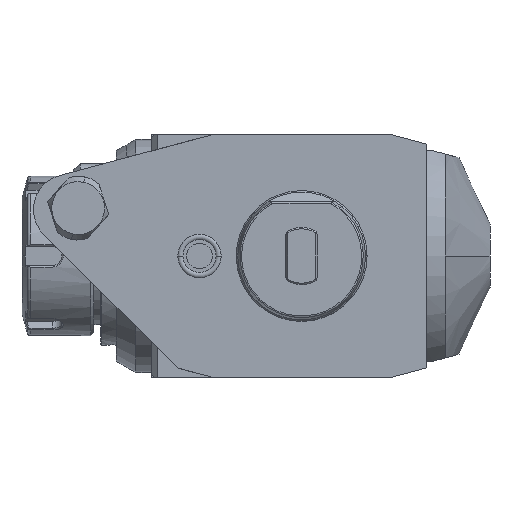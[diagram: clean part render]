
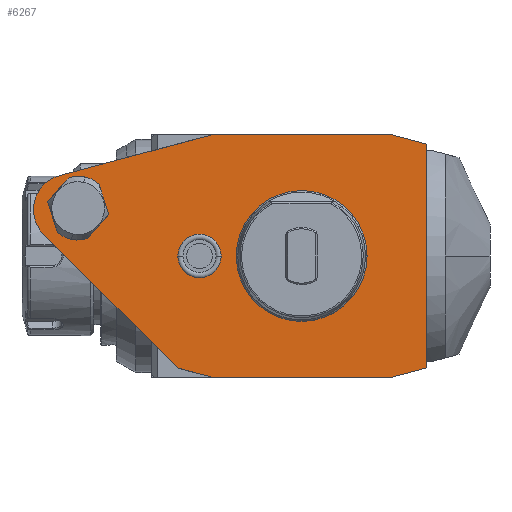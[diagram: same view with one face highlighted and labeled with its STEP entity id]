
A CAD part, front view. The second image highlights one B-rep face of the part: STEP entity #6267.
In plain terms, the highlighted planar face has unit normal (0, -1, 0).
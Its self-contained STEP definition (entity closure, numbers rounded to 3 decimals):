
#1=DIRECTION('',(-0.966,0.,-0.259));
#2=VECTOR('',#1,49.502);
#3=CARTESIAN_POINT('',(-28.,0.,38.));
#4=LINE('',#3,#2);
#5=DIRECTION('',(-1.,0.,0.));
#6=VECTOR('',#5,56.);
#7=CARTESIAN_POINT('',(28.,0.,38.));
#8=LINE('',#7,#6);
#9=DIRECTION('',(-0.966,0.,0.259));
#10=VECTOR('',#9,11.388);
#11=CARTESIAN_POINT('',(39.,0.,35.053));
#12=LINE('',#11,#10);
#13=DIRECTION('',(0.,0.,1.));
#14=VECTOR('',#13,70.105);
#15=CARTESIAN_POINT('',(39.,0.,-35.053));
#16=LINE('',#15,#14);
#17=DIRECTION('',(0.966,0.,0.259));
#18=VECTOR('',#17,11.388);
#19=CARTESIAN_POINT('',(28.,0.,-38.));
#20=LINE('',#19,#18);
#21=DIRECTION('',(1.,0.,0.));
#22=VECTOR('',#21,56.);
#23=CARTESIAN_POINT('',(-28.,0.,-38.));
#24=LINE('',#23,#22);
#25=DIRECTION('',(0.966,0.,-0.259));
#26=VECTOR('',#25,11.388);
#27=CARTESIAN_POINT('',(-39.,0.,-35.053));
#28=LINE('',#27,#26);
#29=DIRECTION('',(0.707,0.,-0.707));
#30=VECTOR('',#29,59.066);
#31=CARTESIAN_POINT('',(-80.766,0.,6.713));
#32=LINE('',#31,#30);
#33=CARTESIAN_POINT('',(-72.957,0.,
14.521));
#34=DIRECTION('',(0.,-1.,0.));
#35=DIRECTION('',(-0.259,0.,0.966));
#36=AXIS2_PLACEMENT_3D('',#33,#34,#35);
#38=CARTESIAN_POINT('',(-32.,0.,0.));
#39=DIRECTION('',(0.,1.,0.));
#40=DIRECTION('',(-1.,0.,0.));
#41=AXIS2_PLACEMENT_3D('',#38,#39,#40);
#43=CARTESIAN_POINT('',(-32.,0.,0.));
#44=DIRECTION('',(0.,1.,0.));
#45=DIRECTION('',(1.,0.,0.));
#46=AXIS2_PLACEMENT_3D('',#43,#44,#45);
#4059=CARTESIAN_POINT('',(-70.,0.,15.));
#4060=DIRECTION('',(0.,-1.,0.));
#4061=DIRECTION('',(0.647,0.,0.763));
#4062=AXIS2_PLACEMENT_3D('',#4059,#4060,#4061);
#4082=DIRECTION('',(0.307,0.,-0.952));
#4083=VECTOR('',#4082,10.175);
#4084=CARTESIAN_POINT('',(-63.531,0.,22.626));
#4085=LINE('',#4084,#4083);
#4086=DIRECTION('',(-0.67,0.,-0.742));
#4087=VECTOR('',#4086,10.175);
#4088=CARTESIAN_POINT('',(-60.403,0.,12.944));
#4089=LINE('',#4088,#4087);
#4094=CARTESIAN_POINT('',(-70.,0.,15.));
#4095=DIRECTION('',(0.,-1.,0.));
#4096=DIRECTION('',(-0.647,0.,-0.763));
#4097=AXIS2_PLACEMENT_3D('',#4094,#4095,#4096);
#4117=DIRECTION('',(-0.307,0.,0.952));
#4118=VECTOR('',#4117,10.175);
#4119=CARTESIAN_POINT('',(-76.469,0.,7.374));
#4120=LINE('',#4119,#4118);
#4121=DIRECTION('',(0.67,0.,0.742));
#4122=VECTOR('',#4121,10.175);
#4123=CARTESIAN_POINT('',(-79.597,0.,17.057));
#4124=LINE('',#4123,#4122);
#4263=CARTESIAN_POINT('',(0.,0.,0.));
#4264=DIRECTION('',(0.,1.,0.));
#4265=DIRECTION('',(1.,0.,0.));
#4266=AXIS2_PLACEMENT_3D('',#4263,#4264,#4265);
#4268=CARTESIAN_POINT('',(0.,0.,0.));
#4269=DIRECTION('',(0.,1.,0.));
#4270=DIRECTION('',(-1.,0.,0.));
#4271=AXIS2_PLACEMENT_3D('',#4268,#4269,#4270);
#5636=CARTESIAN_POINT('',(-38.8,0.,0.));
#5637=CARTESIAN_POINT('',(-25.2,0.,0.));
#5638=VERTEX_POINT('',#5636);
#5639=VERTEX_POINT('',#5637);
#5978=CARTESIAN_POINT('',(-28.,0.,-38.));
#5979=CARTESIAN_POINT('',(28.,0.,-38.));
#5980=VERTEX_POINT('',#5978);
#5981=VERTEX_POINT('',#5979);
#5982=CARTESIAN_POINT('',(39.,0.,-35.053));
#5983=VERTEX_POINT('',#5982);
#5984=CARTESIAN_POINT('',(39.,0.,35.053));
#5985=VERTEX_POINT('',#5984);
#5986=CARTESIAN_POINT('',(28.,0.,38.));
#5987=VERTEX_POINT('',#5986);
#5988=CARTESIAN_POINT('',(-28.,0.,38.));
#5989=VERTEX_POINT('',#5988);
#5990=CARTESIAN_POINT('',(-75.815,0.,25.188));
#5991=VERTEX_POINT('',#5990);
#5992=CARTESIAN_POINT('',(-80.766,0.,
6.713));
#5993=VERTEX_POINT('',#5992);
#5994=CARTESIAN_POINT('',(-39.,0.,-35.053));
#5995=VERTEX_POINT('',#5994);
#6028=CARTESIAN_POINT('',(19.853,0.,0.));
#6029=CARTESIAN_POINT('',(-19.853,0.,0.));
#6030=VERTEX_POINT('',#6028);
#6031=VERTEX_POINT('',#6029);
#6040=CARTESIAN_POINT('',(-63.531,0.,22.626));
#6041=CARTESIAN_POINT('',(-72.776,0.,24.607));
#6042=VERTEX_POINT('',#6040);
#6043=VERTEX_POINT('',#6041);
#6044=CARTESIAN_POINT('',(-76.469,0.,7.374));
#6045=CARTESIAN_POINT('',(-67.224,0.,5.393));
#6046=VERTEX_POINT('',#6044);
#6047=VERTEX_POINT('',#6045);
#6048=CARTESIAN_POINT('',(-79.597,0.,17.057));
#6049=VERTEX_POINT('',#6048);
#6050=CARTESIAN_POINT('',(-60.403,0.,12.944));
#6051=VERTEX_POINT('',#6050);
#6216=CARTESIAN_POINT('',(0.,0.,0.));
#6217=DIRECTION('',(0.,-1.,0.));
#6218=DIRECTION('',(-1.,0.,0.));
#6219=AXIS2_PLACEMENT_3D('',#6216,#6217,#6218);
#6220=PLANE('',#6219);
#6222=ORIENTED_EDGE('',*,*,#6221,.F.);
#6224=ORIENTED_EDGE('',*,*,#6223,.F.);
#6226=ORIENTED_EDGE('',*,*,#6225,.F.);
#6228=ORIENTED_EDGE('',*,*,#6227,.F.);
#6230=ORIENTED_EDGE('',*,*,#6229,.F.);
#6232=ORIENTED_EDGE('',*,*,#6231,.F.);
#6234=ORIENTED_EDGE('',*,*,#6233,.F.);
#6236=ORIENTED_EDGE('',*,*,#6235,.F.);
#6238=ORIENTED_EDGE('',*,*,#6237,.F.);
#6239=EDGE_LOOP('',(#6222,#6224,#6226,#6228,#6230,#6232,#6234,#6236,#6238));
#6240=FACE_OUTER_BOUND('',#6239,.F.);
#6242=ORIENTED_EDGE('',*,*,#6241,.T.);
#6244=ORIENTED_EDGE('',*,*,#6243,.F.);
#6246=ORIENTED_EDGE('',*,*,#6245,.F.);
#6248=ORIENTED_EDGE('',*,*,#6247,.T.);
#6250=ORIENTED_EDGE('',*,*,#6249,.F.);
#6252=ORIENTED_EDGE('',*,*,#6251,.F.);
#6253=EDGE_LOOP('',(#6242,#6244,#6246,#6248,#6250,#6252));
#6254=FACE_BOUND('',#6253,.F.);
#6256=ORIENTED_EDGE('',*,*,#6255,.F.);
#6258=ORIENTED_EDGE('',*,*,#6257,.F.);
#6259=EDGE_LOOP('',(#6256,#6258));
#6260=FACE_BOUND('',#6259,.F.);
#6262=ORIENTED_EDGE('',*,*,#6261,.F.);
#6264=ORIENTED_EDGE('',*,*,#6263,.F.);
#6265=EDGE_LOOP('',(#6262,#6264));
#6266=FACE_BOUND('',#6265,.F.);
#37=CIRCLE('',#36,11.043);
#42=CIRCLE('',#41,6.8);
#47=CIRCLE('',#46,6.8);
#4063=CIRCLE('',#4062,10.);
#4098=CIRCLE('',#4097,10.);
#4267=CIRCLE('',#4266,19.853);
#4272=CIRCLE('',#4271,19.853);
#6221=EDGE_CURVE('',#5989,#5991,#4,.T.);
#6223=EDGE_CURVE('',#5987,#5989,#8,.T.);
#6225=EDGE_CURVE('',#5985,#5987,#12,.T.);
#6227=EDGE_CURVE('',#5983,#5985,#16,.T.);
#6229=EDGE_CURVE('',#5981,#5983,#20,.T.);
#6231=EDGE_CURVE('',#5980,#5981,#24,.T.);
#6233=EDGE_CURVE('',#5995,#5980,#28,.T.);
#6235=EDGE_CURVE('',#5993,#5995,#32,.T.);
#6237=EDGE_CURVE('',#5991,#5993,#37,.T.);
#6241=EDGE_CURVE('',#6042,#6043,#4063,.T.);
#6243=EDGE_CURVE('',#6049,#6043,#4124,.T.);
#6245=EDGE_CURVE('',#6046,#6049,#4120,.T.);
#6247=EDGE_CURVE('',#6046,#6047,#4098,.T.);
#6249=EDGE_CURVE('',#6051,#6047,#4089,.T.);
#6251=EDGE_CURVE('',#6042,#6051,#4085,.T.);
#6255=EDGE_CURVE('',#6030,#6031,#4267,.T.);
#6257=EDGE_CURVE('',#6031,#6030,#4272,.T.);
#6261=EDGE_CURVE('',#5638,#5639,#42,.T.);
#6263=EDGE_CURVE('',#5639,#5638,#47,.T.);
#6267=ADVANCED_FACE('',(#6240,#6254,#6260,#6266),#6220,.T.);
